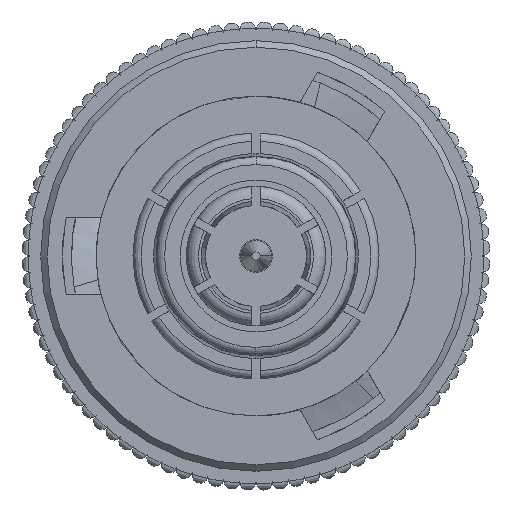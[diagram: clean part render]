
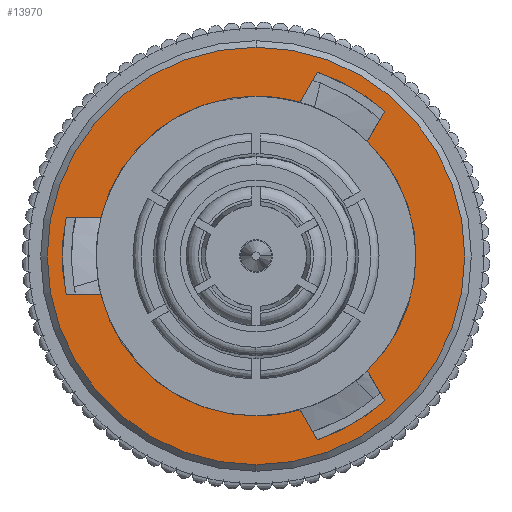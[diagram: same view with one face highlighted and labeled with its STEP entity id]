
A CAD part, left-side view. The second image highlights one B-rep face of the part: STEP entity #13970.
In plain terms, the highlighted face is planar.
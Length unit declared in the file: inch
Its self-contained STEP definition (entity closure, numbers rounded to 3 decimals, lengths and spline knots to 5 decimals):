
#219 = DIRECTION ( 'NONE',  ( -1., 0., 0. ) ) ;
#435 = ORIENTED_EDGE ( 'NONE', *, *, #9108, .F. ) ;
#465 = CARTESIAN_POINT ( 'NONE',  ( 0., -0.15683, -0.17664 ) ) ;
#555 = CIRCLE ( 'NONE', #7504, 0.2545 ) ;
#786 = AXIS2_PLACEMENT_3D ( 'NONE', #10093, #18361, #26609 ) ;
#811 = DIRECTION ( 'NONE',  ( 0., 0., 1. ) ) ;
#1235 = DIRECTION ( 'NONE',  ( -1., 0., 0. ) ) ;
#1325 = VERTEX_POINT ( 'NONE', #8025 ) ;
#1563 = AXIS2_PLACEMENT_3D ( 'NONE', #25467, #10994, #811 ) ;
#1706 = DIRECTION ( 'NONE',  ( 0., 0., 1. ) ) ;
#2089 = VERTEX_POINT ( 'NONE', #12056 ) ;
#2183 = ORIENTED_EDGE ( 'NONE', *, *, #11888, .T. ) ;
#2964 = VERTEX_POINT ( 'NONE', #9949 ) ;
#3288 = CARTESIAN_POINT ( 'NONE',  ( 0., -0.1357, 0.14004 ) ) ;
#3578 = EDGE_CURVE ( 'NONE', #13356, #8791, #16729, .T. ) ;
#3708 = VERTEX_POINT ( 'NONE', #8953 ) ;
#4252 = CARTESIAN_POINT ( 'NONE',  ( 0., -0.07456, 0.22414 ) ) ;
#4289 = CARTESIAN_POINT ( 'NONE',  ( 0., 0.18913, 0.0475 ) ) ;
#4298 = EDGE_CURVE ( 'NONE', #8791, #10660, #14567, .T. ) ;
#4301 = DIRECTION ( 'NONE',  ( 0., 0., 1. ) ) ;
#6127 = CARTESIAN_POINT ( 'NONE',  ( 0., 0.2314, -0.0475 ) ) ;
#6224 = EDGE_CURVE ( 'NONE', #1325, #20374, #9021, .T. ) ;
#6301 = CARTESIAN_POINT ( 'NONE',  ( 0., -0.07456, -0.22414 ) ) ;
#6342 = DIRECTION ( 'NONE',  ( -1., 0., 0. ) ) ;
#6645 = CARTESIAN_POINT ( 'NONE',  ( 0., 0., 0. ) ) ;
#7282 = ORIENTED_EDGE ( 'NONE', *, *, #25446, .F. ) ;
#7351 = PLANE ( 'NONE',  #16780 ) ;
#7457 = LINE ( 'NONE', #9491, #25231 ) ;
#7481 = CARTESIAN_POINT ( 'NONE',  ( 0., 0.195, 0. ) ) ;
#7504 = AXIS2_PLACEMENT_3D ( 'NONE', #11921, #16111, #10006 ) ;
#7529 = AXIS2_PLACEMENT_3D ( 'NONE', #24341, #10126, #1706 ) ;
#7965 = CIRCLE ( 'NONE', #13603, 0.195 ) ;
#8025 = CARTESIAN_POINT ( 'NONE',  ( 0., -0.1357, -0.14004 ) ) ;
#8256 = DIRECTION ( 'NONE',  ( 0., -1., 0. ) ) ;
#8280 = DIRECTION ( 'NONE',  ( 0., 0., 1. ) ) ;
#8441 = CARTESIAN_POINT ( 'NONE',  ( 0., 0.2314, -0.0475 ) ) ;
#8445 = CARTESIAN_POINT ( 'NONE',  ( 0., 0., 0. ) ) ;
#8791 = VERTEX_POINT ( 'NONE', #14682 ) ;
#8953 = CARTESIAN_POINT ( 'NONE',  ( 0., -0.05343, 0.18754 ) ) ;
#9021 = CIRCLE ( 'NONE', #786, 0.195 ) ;
#9030 = VERTEX_POINT ( 'NONE', #23972 ) ;
#9108 = EDGE_CURVE ( 'NONE', #1325, #13356, #19178, .T. ) ;
#9139 = ORIENTED_EDGE ( 'NONE', *, *, #9550, .F. ) ;
#9424 = VERTEX_POINT ( 'NONE', #9957 ) ;
#9491 = CARTESIAN_POINT ( 'NONE',  ( 0., 0.2314, 0.0475 ) ) ;
#9550 = EDGE_CURVE ( 'NONE', #3708, #21962, #20900, .T. ) ;
#9568 = CIRCLE ( 'NONE', #11748, 0.23622 ) ;
#9870 = CIRCLE ( 'NONE', #24997, 0.195 ) ;
#9902 = CIRCLE ( 'NONE', #12945, 0.195 ) ;
#9949 = CARTESIAN_POINT ( 'NONE',  ( 0., 0., -0.2545 ) ) ;
#9957 = CARTESIAN_POINT ( 'NONE',  ( 0., 0., -0.195 ) ) ;
#10006 = DIRECTION ( 'NONE',  ( 0., 0., 1. ) ) ;
#10093 = CARTESIAN_POINT ( 'NONE',  ( 0., 0., 0. ) ) ;
#10126 = DIRECTION ( 'NONE',  ( 1., 0., 0. ) ) ;
#10257 = VERTEX_POINT ( 'NONE', #14504 ) ;
#10622 = DIRECTION ( 'NONE',  ( 1., 0., 0. ) ) ;
#10660 = VERTEX_POINT ( 'NONE', #24611 ) ;
#10994 = DIRECTION ( 'NONE',  ( -1., 0., 0. ) ) ;
#11168 = ORIENTED_EDGE ( 'NONE', *, *, #18127, .F. ) ;
#11253 = CARTESIAN_POINT ( 'NONE',  ( 0., -0.07456, 0.22414 ) ) ;
#11748 = AXIS2_PLACEMENT_3D ( 'NONE', #8445, #10622, #16722 ) ;
#11888 = EDGE_CURVE ( 'NONE', #3708, #2089, #21648, .T. ) ;
#11909 = VECTOR ( 'NONE', #23372, 39.37008 ) ;
#11921 = CARTESIAN_POINT ( 'NONE',  ( 0., 0., 0. ) ) ;
#12056 = CARTESIAN_POINT ( 'NONE',  ( 0., 0., 0.195 ) ) ;
#12345 = DIRECTION ( 'NONE',  ( -1., 0., 0. ) ) ;
#12494 = DIRECTION ( 'NONE',  ( 0., 1., 0. ) ) ;
#12638 = EDGE_CURVE ( 'NONE', #21422, #14579, #9568, .T. ) ;
#12694 = ORIENTED_EDGE ( 'NONE', *, *, #19303, .F. ) ;
#12945 = AXIS2_PLACEMENT_3D ( 'NONE', #18569, #12345, #16537 ) ;
#12999 = AXIS2_PLACEMENT_3D ( 'NONE', #26790, #6342, #4301 ) ;
#13289 = VERTEX_POINT ( 'NONE', #4289 ) ;
#13356 = VERTEX_POINT ( 'NONE', #465 ) ;
#13416 = LINE ( 'NONE', #25574, #26560 ) ;
#13603 = AXIS2_PLACEMENT_3D ( 'NONE', #6645, #21124, #17080 ) ;
#13970 = ADVANCED_FACE ( 'NONE', ( #25898, #24265 ), #7351, .F. ) ;
#14142 = EDGE_CURVE ( 'NONE', #2964, #10257, #21025, .T. ) ;
#14291 = ORIENTED_EDGE ( 'NONE', *, *, #12638, .F. ) ;
#14504 = CARTESIAN_POINT ( 'NONE',  ( 0., 0., 0.2545 ) ) ;
#14567 = LINE ( 'NONE', #6301, #16312 ) ;
#14579 = VERTEX_POINT ( 'NONE', #25430 ) ;
#14620 = DIRECTION ( 'NONE',  ( 0., 0., 1. ) ) ;
#14682 = CARTESIAN_POINT ( 'NONE',  ( 0., -0.07456, -0.22414 ) ) ;
#14899 = CIRCLE ( 'NONE', #7529, 0.23622 ) ;
#15252 = ORIENTED_EDGE ( 'NONE', *, *, #6224, .T. ) ;
#15255 = ORIENTED_EDGE ( 'NONE', *, *, #4298, .F. ) ;
#15450 = DIRECTION ( 'NONE',  ( 0., 0.5, -0.866 ) ) ;
#15631 = CARTESIAN_POINT ( 'NONE',  ( 0., 0.18913, -0.0475 ) ) ;
#16111 = DIRECTION ( 'NONE',  ( -1., 0., 0. ) ) ;
#16227 = EDGE_LOOP ( 'NONE', ( #17998, #16392, #15255, #17322, #435, #15252, #12694, #21454, #9139, #2183, #24793, #7282, #14291, #11168 ) ) ;
#16312 = VECTOR ( 'NONE', #22816, 39.37008 ) ;
#16392 = ORIENTED_EDGE ( 'NONE', *, *, #19286, .T. ) ;
#16537 = DIRECTION ( 'NONE',  ( 0., 0., 1. ) ) ;
#16722 = DIRECTION ( 'NONE',  ( 0., 0., 1. ) ) ;
#16729 = CIRCLE ( 'NONE', #26217, 0.23622 ) ;
#16780 = AXIS2_PLACEMENT_3D ( 'NONE', #7481, #1235, #23866 ) ;
#16845 = EDGE_CURVE ( 'NONE', #10257, #2964, #555, .T. ) ;
#17077 = CARTESIAN_POINT ( 'NONE',  ( 0., 0., 0. ) ) ;
#17080 = DIRECTION ( 'NONE',  ( 0., 0., 1. ) ) ;
#17163 = CARTESIAN_POINT ( 'NONE',  ( 0., -0.15683, -0.17664 ) ) ;
#17322 = ORIENTED_EDGE ( 'NONE', *, *, #3578, .F. ) ;
#17969 = VECTOR ( 'NONE', #23075, 39.37008 ) ;
#17998 = ORIENTED_EDGE ( 'NONE', *, *, #20727, .T. ) ;
#18127 = EDGE_CURVE ( 'NONE', #23849, #21422, #19208, .T. ) ;
#18361 = DIRECTION ( 'NONE',  ( -1., 0., 0. ) ) ;
#18569 = CARTESIAN_POINT ( 'NONE',  ( 0., 0., 0. ) ) ;
#18580 = DIRECTION ( 'NONE',  ( 1., 0., 0. ) ) ;
#19178 = LINE ( 'NONE', #17163, #11909 ) ;
#19208 = LINE ( 'NONE', #6127, #20887 ) ;
#19286 = EDGE_CURVE ( 'NONE', #9424, #10660, #7965, .T. ) ;
#19303 = EDGE_CURVE ( 'NONE', #9030, #20374, #13416, .T. ) ;
#19565 = EDGE_CURVE ( 'NONE', #2089, #13289, #9870, .T. ) ;
#20374 = VERTEX_POINT ( 'NONE', #3288 ) ;
#20727 = EDGE_CURVE ( 'NONE', #23849, #9424, #9902, .T. ) ;
#20887 = VECTOR ( 'NONE', #12494, 39.37008 ) ;
#20900 = LINE ( 'NONE', #4252, #17969 ) ;
#21025 = CIRCLE ( 'NONE', #1563, 0.2545 ) ;
#21124 = DIRECTION ( 'NONE',  ( -1., 0., 0. ) ) ;
#21422 = VERTEX_POINT ( 'NONE', #8441 ) ;
#21454 = ORIENTED_EDGE ( 'NONE', *, *, #25794, .F. ) ;
#21648 = CIRCLE ( 'NONE', #12999, 0.195 ) ;
#21962 = VERTEX_POINT ( 'NONE', #11253 ) ;
#22346 = ORIENTED_EDGE ( 'NONE', *, *, #14142, .F. ) ;
#22590 = CARTESIAN_POINT ( 'NONE',  ( 0., 0., 0. ) ) ;
#22816 = DIRECTION ( 'NONE',  ( 0., 0.5, 0.866 ) ) ;
#23075 = DIRECTION ( 'NONE',  ( 0., -0.5, 0.866 ) ) ;
#23372 = DIRECTION ( 'NONE',  ( 0., -0.5, -0.866 ) ) ;
#23386 = EDGE_LOOP ( 'NONE', ( #24719, #22346 ) ) ;
#23849 = VERTEX_POINT ( 'NONE', #15631 ) ;
#23866 = DIRECTION ( 'NONE',  ( 0., 0., 1. ) ) ;
#23972 = CARTESIAN_POINT ( 'NONE',  ( 0., -0.15683, 0.17664 ) ) ;
#24265 = FACE_BOUND ( 'NONE', #16227, .T. ) ;
#24341 = CARTESIAN_POINT ( 'NONE',  ( 0., 0., 0. ) ) ;
#24611 = CARTESIAN_POINT ( 'NONE',  ( 0., -0.05343, -0.18754 ) ) ;
#24719 = ORIENTED_EDGE ( 'NONE', *, *, #16845, .F. ) ;
#24793 = ORIENTED_EDGE ( 'NONE', *, *, #19565, .T. ) ;
#24997 = AXIS2_PLACEMENT_3D ( 'NONE', #22590, #219, #14620 ) ;
#25231 = VECTOR ( 'NONE', #8256, 39.37008 ) ;
#25430 = CARTESIAN_POINT ( 'NONE',  ( 0., 0.2314, 0.0475 ) ) ;
#25446 = EDGE_CURVE ( 'NONE', #14579, #13289, #7457, .T. ) ;
#25467 = CARTESIAN_POINT ( 'NONE',  ( 0., 0., 0. ) ) ;
#25574 = CARTESIAN_POINT ( 'NONE',  ( 0., -0.15683, 0.17664 ) ) ;
#25794 = EDGE_CURVE ( 'NONE', #21962, #9030, #14899, .T. ) ;
#25898 = FACE_OUTER_BOUND ( 'NONE', #23386, .T. ) ;
#26217 = AXIS2_PLACEMENT_3D ( 'NONE', #17077, #18580, #8280 ) ;
#26560 = VECTOR ( 'NONE', #15450, 39.37008 ) ;
#26609 = DIRECTION ( 'NONE',  ( 0., 0., 1. ) ) ;
#26790 = CARTESIAN_POINT ( 'NONE',  ( 0., 0., 0. ) ) ;
